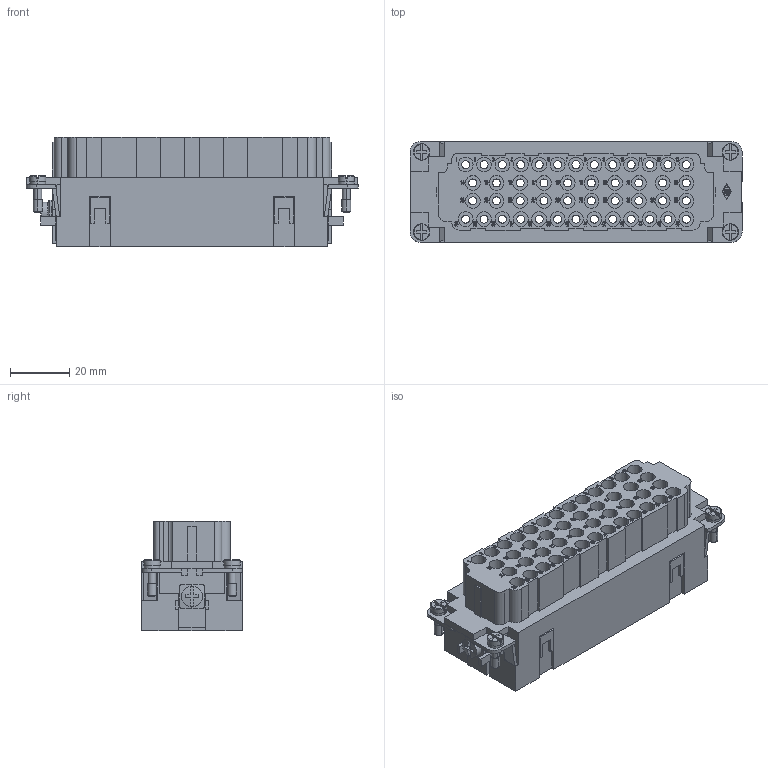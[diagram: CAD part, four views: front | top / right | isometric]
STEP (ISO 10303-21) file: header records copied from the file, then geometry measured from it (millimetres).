
FILE_DESCRIPTION((''),'2;1');
FILE_NAME('CQEF 46.stp','2006-11-28T17:24:59',('gembarski'),(''),'Autodesk Inventor 7','Autodesk Inventor 7','');
FILE_SCHEMA(('AUTOMOTIVE_DESIGN { 1 0 10303 214 1 1 1 1 }'));
Length unit declared in the file: millimetre
Products named in the file (1): CQEF 46
Bounding box: 111.9 x 34 x 37 mm (x, y, z)
Volume: 77831.1 mm3; surface area: 44124.3 mm2
Topology: 2 solids, 2 shells, 3326 faces, 8928 edges, 5943 vertices
Faces by surface type: bspline 1823, plane 1364, cylinder 123, torus 8, sphere 4, cone 4
Entity records: 114293 total; most frequent: CARTESIAN_POINT 40589, ORIENTED_EDGE 17860, DIRECTION 10243, EDGE_CURVE 8930, VERTEX_POINT 5943, VECTOR 5433, LINE 5433, EDGE_LOOP 3787
